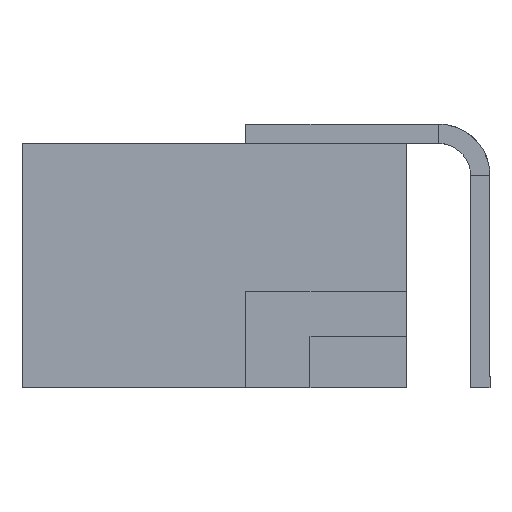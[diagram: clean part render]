
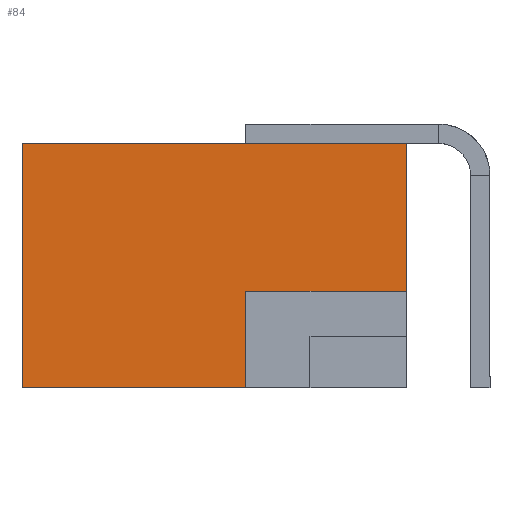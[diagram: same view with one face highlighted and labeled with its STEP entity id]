
A CAD part, left-side view. The second image highlights one B-rep face of the part: STEP entity #84.
In plain terms, the highlighted planar face has unit normal (-1, 0, 0).
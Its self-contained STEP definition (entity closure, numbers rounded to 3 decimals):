
#84=ADVANCED_FACE('',(#3262),#3264,.F.);
#3262=FACE_BOUND('',#3263,.T.);
#3263=EDGE_LOOP('',(#8770,#8771,#8772,#8773,#8774,#8775));
#3264=PLANE('',#3265);
#3265=AXIS2_PLACEMENT_3D('',#3266,#3267,#3268);
#3266=CARTESIAN_POINT('',(-5.4,2.99,1.9));
#3267=DIRECTION('',(1.,-0.,0.));
#3268=DIRECTION('',(0.,0.,-1.));
#8770=ORIENTED_EDGE('',*,*,#10681,.F.);
#8771=ORIENTED_EDGE('',*,*,#10672,.F.);
#8772=ORIENTED_EDGE('',*,*,#10682,.F.);
#8773=ORIENTED_EDGE('',*,*,#10683,.T.);
#8774=ORIENTED_EDGE('',*,*,#10684,.F.);
#8775=ORIENTED_EDGE('',*,*,#10685,.F.);
#10672=EDGE_CURVE('',#11647,#11649,#11650,.T.);
#10681=EDGE_CURVE('',#11649,#11665,#11666,.T.);
#10682=EDGE_CURVE('',#11667,#11647,#11668,.T.);
#10683=EDGE_CURVE('',#11667,#11669,#11670,.T.);
#10684=EDGE_CURVE('',#11671,#11669,#11672,.T.);
#10685=EDGE_CURVE('',#11665,#11671,#11673,.T.);
#11647=VERTEX_POINT('',#13273);
#11649=VERTEX_POINT('',#13277);
#11650=LINE('',#13278,#13279);
#11665=VERTEX_POINT('',#13311);
#11666=LINE('',#13312,#13313);
#11667=VERTEX_POINT('',#13315);
#11668=LINE('',#13316,#13317);
#11669=VERTEX_POINT('',#13319);
#11670=LINE('',#13320,#13321);
#11671=VERTEX_POINT('',#13323);
#11672=LINE('',#13324,#13325);
#11673=LINE('',#13327,#13328);
#13273=CARTESIAN_POINT('',(-5.4,2.99,1.9));
#13277=CARTESIAN_POINT('',(-5.4,-2.99,1.9));
#13278=CARTESIAN_POINT('',(-5.4,2.99,1.9));
#13279=VECTOR('',#13280,1.);
#13280=DIRECTION('',(0.,-1.,0.));
#13311=CARTESIAN_POINT('',(-5.4,-2.99,-0.4));
#13312=CARTESIAN_POINT('',(-5.4,-2.99,1.9));
#13313=VECTOR('',#13314,1.);
#13314=DIRECTION('',(0.,0.,-1.));
#13315=CARTESIAN_POINT('',(-5.4,2.99,-1.9));
#13316=CARTESIAN_POINT('',(-5.4,2.99,-1.9));
#13317=VECTOR('',#13318,1.);
#13318=DIRECTION('',(0.,0.,1.));
#13319=CARTESIAN_POINT('',(-5.4,-0.49,-1.9));
#13320=CARTESIAN_POINT('',(-5.4,2.99,-1.9));
#13321=VECTOR('',#13322,1.);
#13322=DIRECTION('',(0.,-1.,0.));
#13323=CARTESIAN_POINT('',(-5.4,-0.49,-0.4));
#13324=CARTESIAN_POINT('',(-5.4,-0.49,-0.4));
#13325=VECTOR('',#13326,1.);
#13326=DIRECTION('',(0.,0.,-1.));
#13327=CARTESIAN_POINT('',(-5.4,-2.99,-0.4));
#13328=VECTOR('',#13329,1.);
#13329=DIRECTION('',(0.,1.,0.));
